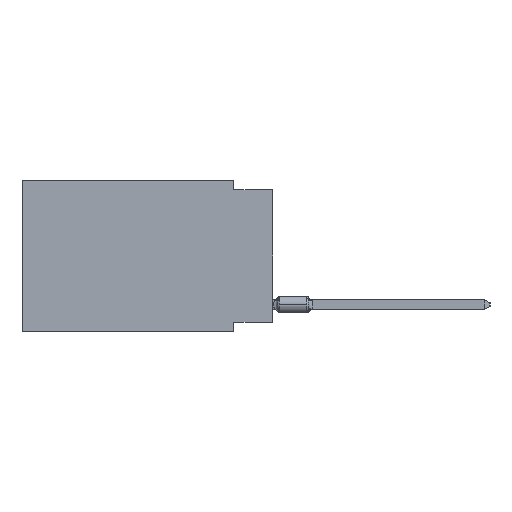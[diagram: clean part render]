
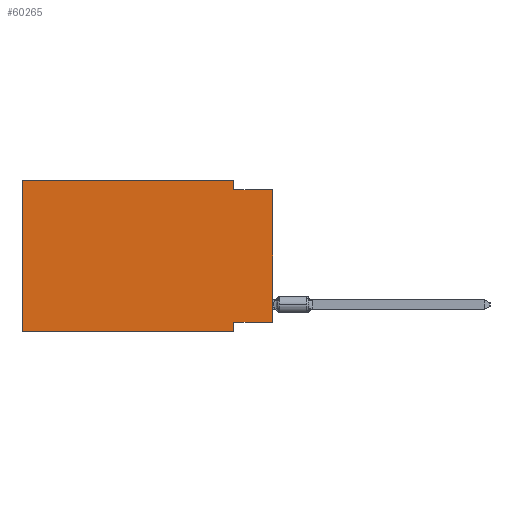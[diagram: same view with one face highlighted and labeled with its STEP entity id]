
A CAD part, left-side view. The second image highlights one B-rep face of the part: STEP entity #60265.
In plain terms, the highlighted planar face has unit normal (-1, 0, 0).
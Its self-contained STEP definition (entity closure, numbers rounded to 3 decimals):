
#70 = VECTOR ( 'NONE', #20607, 1000. ) ;
#188 = ORIENTED_EDGE ( 'NONE', *, *, #57894, .F. ) ;
#545 = LINE ( 'NONE', #51525, #58588 ) ;
#2214 = ORIENTED_EDGE ( 'NONE', *, *, #12923, .F. ) ;
#2720 = VERTEX_POINT ( 'NONE', #32021 ) ;
#4586 = DIRECTION ( 'NONE',  ( 0., 0., -1. ) ) ;
#4991 = CARTESIAN_POINT ( 'NONE',  ( 0., 2.54, -9.906 ) ) ;
#5773 = CARTESIAN_POINT ( 'NONE',  ( 0., 0., -9.271 ) ) ;
#6300 = FACE_OUTER_BOUND ( 'NONE', #10017, .T. ) ;
#6304 = CARTESIAN_POINT ( 'NONE',  ( 0., 2.54, 0. ) ) ;
#6459 = CARTESIAN_POINT ( 'NONE',  ( 0., 2.54, -9.906 ) ) ;
#7896 = ORIENTED_EDGE ( 'NONE', *, *, #18294, .F. ) ;
#8141 = DIRECTION ( 'NONE',  ( 0., 0., 1. ) ) ;
#10017 = EDGE_LOOP ( 'NONE', ( #49232, #40171, #7896, #2214, #24170, #33473, #188, #19522 ) ) ;
#10600 = EDGE_CURVE ( 'NONE', #47404, #41675, #56550, .T. ) ;
#11755 = CARTESIAN_POINT ( 'NONE',  ( 0., 16.383, 0. ) ) ;
#12442 = VERTEX_POINT ( 'NONE', #6459 ) ;
#12923 = EDGE_CURVE ( 'NONE', #76051, #25808, #51575, .T. ) ;
#16389 = AXIS2_PLACEMENT_3D ( 'NONE', #44940, #50288, #75322 ) ;
#17454 = VECTOR ( 'NONE', #8141, 1000. ) ;
#17763 = LINE ( 'NONE', #4991, #71040 ) ;
#18294 = EDGE_CURVE ( 'NONE', #25808, #2720, #20199, .T. ) ;
#19522 = ORIENTED_EDGE ( 'NONE', *, *, #10600, .F. ) ;
#19795 = CARTESIAN_POINT ( 'NONE',  ( 0., 2.54, 0. ) ) ;
#20199 = LINE ( 'NONE', #19795, #70 ) ;
#20607 = DIRECTION ( 'NONE',  ( 0., 0., -1. ) ) ;
#22647 = CARTESIAN_POINT ( 'NONE',  ( 0., 2.54, -9.271 ) ) ;
#24017 = CARTESIAN_POINT ( 'NONE',  ( 0., 0., -0.635 ) ) ;
#24170 = ORIENTED_EDGE ( 'NONE', *, *, #40614, .F. ) ;
#25808 = VERTEX_POINT ( 'NONE', #6304 ) ;
#26055 = EDGE_CURVE ( 'NONE', #2720, #46217, #54232, .T. ) ;
#28545 = CARTESIAN_POINT ( 'NONE',  ( 0., 16.383, -9.906 ) ) ;
#30652 = DIRECTION ( 'NONE',  ( 0., 1., 0. ) ) ;
#31785 = PLANE ( 'NONE',  #16389 ) ;
#32021 = CARTESIAN_POINT ( 'NONE',  ( 0., 2.54, -0.635 ) ) ;
#33473 = ORIENTED_EDGE ( 'NONE', *, *, #39959, .T. ) ;
#34926 = CARTESIAN_POINT ( 'NONE',  ( 0., 0., -0.635 ) ) ;
#36147 = DIRECTION ( 'NONE',  ( 0., -1., 0. ) ) ;
#38158 = CARTESIAN_POINT ( 'NONE',  ( 0., 16.383, -9.906 ) ) ;
#38421 = DIRECTION ( 'NONE',  ( 0., -1., 0. ) ) ;
#39390 = LINE ( 'NONE', #64458, #17454 ) ;
#39584 = VECTOR ( 'NONE', #72904, 1000. ) ;
#39959 = EDGE_CURVE ( 'NONE', #43369, #12442, #54432, .T. ) ;
#40171 = ORIENTED_EDGE ( 'NONE', *, *, #26055, .F. ) ;
#40614 = EDGE_CURVE ( 'NONE', #43369, #76051, #39390, .T. ) ;
#41675 = VERTEX_POINT ( 'NONE', #22647 ) ;
#43369 = VERTEX_POINT ( 'NONE', #38158 ) ;
#44940 = CARTESIAN_POINT ( 'NONE',  ( 0., 16.383, 0. ) ) ;
#46217 = VERTEX_POINT ( 'NONE', #24017 ) ;
#46290 = EDGE_CURVE ( 'NONE', #47404, #46217, #545, .T. ) ;
#47404 = VERTEX_POINT ( 'NONE', #5773 ) ;
#49232 = ORIENTED_EDGE ( 'NONE', *, *, #46290, .T. ) ;
#50288 = DIRECTION ( 'NONE',  ( 1., 0., 0. ) ) ;
#51525 = CARTESIAN_POINT ( 'NONE',  ( 0., 0., 0. ) ) ;
#51575 = LINE ( 'NONE', #64702, #71838 ) ;
#51937 = VECTOR ( 'NONE', #36147, 1000. ) ;
#54232 = LINE ( 'NONE', #34926, #51937 ) ;
#54432 = LINE ( 'NONE', #28545, #39584 ) ;
#56550 = LINE ( 'NONE', #75820, #58510 ) ;
#56880 = DIRECTION ( 'NONE',  ( 0., 0., 1. ) ) ;
#57894 = EDGE_CURVE ( 'NONE', #41675, #12442, #17763, .T. ) ;
#58510 = VECTOR ( 'NONE', #30652, 1000. ) ;
#58588 = VECTOR ( 'NONE', #56880, 1000. ) ;
#60265 = ADVANCED_FACE ( 'NONE', ( #6300 ), #31785, .F. ) ;
#64458 = CARTESIAN_POINT ( 'NONE',  ( 0., 16.383, 0. ) ) ;
#64702 = CARTESIAN_POINT ( 'NONE',  ( 0., 16.383, 0. ) ) ;
#71040 = VECTOR ( 'NONE', #4586, 1000. ) ;
#71838 = VECTOR ( 'NONE', #38421, 1000. ) ;
#72904 = DIRECTION ( 'NONE',  ( 0., -1., 0. ) ) ;
#75322 = DIRECTION ( 'NONE',  ( 0., 0., -1. ) ) ;
#75820 = CARTESIAN_POINT ( 'NONE',  ( 0., 0., -9.271 ) ) ;
#76051 = VERTEX_POINT ( 'NONE', #11755 ) ;
